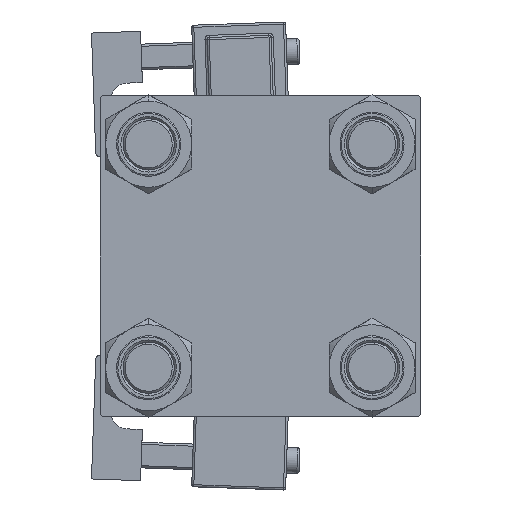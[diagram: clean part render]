
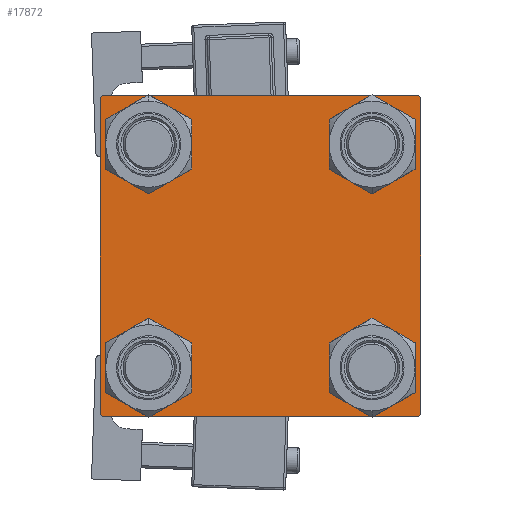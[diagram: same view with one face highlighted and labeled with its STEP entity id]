
A CAD part, left-side view. The second image highlights one B-rep face of the part: STEP entity #17872.
In plain terms, the highlighted planar face has unit normal (-1, 0, 0).
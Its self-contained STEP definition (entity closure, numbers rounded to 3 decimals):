
#282 = DIRECTION ( 'NONE',  ( 0., 0., -1. ) ) ;
#553 = ORIENTED_EDGE ( 'NONE', *, *, #17008, .T. ) ;
#857 = DIRECTION ( 'NONE',  ( 1., 0., 0. ) ) ;
#1788 = VECTOR ( 'NONE', #32424, 1000. ) ;
#2131 = EDGE_LOOP ( 'NONE', ( #39430, #38209, #52168, #30535, #10848, #44668, #49065, #44333 ) ) ;
#2487 = EDGE_LOOP ( 'NONE', ( #553, #53096 ) ) ;
#3057 = DIRECTION ( 'NONE',  ( 0., 0.707, 0.707 ) ) ;
#3156 = CARTESIAN_POINT ( 'NONE',  ( 0., -26.15, 19.65 ) ) ;
#3199 = FACE_BOUND ( 'NONE', #30575, .T. ) ;
#3465 = CARTESIAN_POINT ( 'NONE',  ( 0., 0., 0. ) ) ;
#3772 = VECTOR ( 'NONE', #282, 1000. ) ;
#3790 = CIRCLE ( 'NONE', #53696, 6.5 ) ;
#3940 = EDGE_CURVE ( 'NONE', #29989, #33745, #4747, .T. ) ;
#4615 = VECTOR ( 'NONE', #52394, 1000. ) ;
#4747 = CIRCLE ( 'NONE', #36239, 6.5 ) ;
#4887 = AXIS2_PLACEMENT_3D ( 'NONE', #15818, #24057, #32514 ) ;
#4899 = DIRECTION ( 'NONE',  ( 0., 0., 1. ) ) ;
#5523 = VERTEX_POINT ( 'NONE', #28788 ) ;
#5761 = DIRECTION ( 'NONE',  ( 0., 0., 1. ) ) ;
#6328 = LINE ( 'NONE', #10183, #4615 ) ;
#6524 = CARTESIAN_POINT ( 'NONE',  ( 0., 26.15, -32.65 ) ) ;
#6935 = DIRECTION ( 'NONE',  ( 1., 0., 0. ) ) ;
#7448 = LINE ( 'NONE', #32121, #48546 ) ;
#7484 = LINE ( 'NONE', #49439, #1788 ) ;
#7853 = VERTEX_POINT ( 'NONE', #38052 ) ;
#8012 = EDGE_CURVE ( 'NONE', #32190, #41713, #41541, .T. ) ;
#8768 = LINE ( 'NONE', #25499, #3772 ) ;
#9377 = EDGE_CURVE ( 'NONE', #32543, #45014, #16076, .T. ) ;
#10163 = VERTEX_POINT ( 'NONE', #49521 ) ;
#10183 = CARTESIAN_POINT ( 'NONE',  ( 0., 37.5, 37.5 ) ) ;
#10362 = EDGE_LOOP ( 'NONE', ( #41229, #42237 ) ) ;
#10444 = ORIENTED_EDGE ( 'NONE', *, *, #53010, .T. ) ;
#10580 = DIRECTION ( 'NONE',  ( 1., 0., 0. ) ) ;
#10848 = ORIENTED_EDGE ( 'NONE', *, *, #12215, .F. ) ;
#10987 = VERTEX_POINT ( 'NONE', #38163 ) ;
#11004 = AXIS2_PLACEMENT_3D ( 'NONE', #3465, #53379, #32255 ) ;
#12215 = EDGE_CURVE ( 'NONE', #10987, #41713, #8768, .T. ) ;
#12337 = CIRCLE ( 'NONE', #19332, 6.5 ) ;
#12480 = CARTESIAN_POINT ( 'NONE',  ( 0., 26.15, -19.65 ) ) ;
#12937 = DIRECTION ( 'NONE',  ( 1., 0., 0. ) ) ;
#13998 = CARTESIAN_POINT ( 'NONE',  ( 0., -26.15, -26.15 ) ) ;
#14199 = DIRECTION ( 'NONE',  ( 1., 0., 0. ) ) ;
#14237 = VECTOR ( 'NONE', #24561, 1000. ) ;
#14243 = VECTOR ( 'NONE', #15711, 1000. ) ;
#15045 = ORIENTED_EDGE ( 'NONE', *, *, #9377, .T. ) ;
#15410 = LINE ( 'NONE', #48302, #48560 ) ;
#15685 = EDGE_CURVE ( 'NONE', #25778, #47907, #7448, .T. ) ;
#15711 = DIRECTION ( 'NONE',  ( 0., -1., 0. ) ) ;
#15818 = CARTESIAN_POINT ( 'NONE',  ( 0., -26.15, -26.15 ) ) ;
#15930 = LINE ( 'NONE', #32638, #38863 ) ;
#16076 = CIRCLE ( 'NONE', #53723, 6.5 ) ;
#17008 = EDGE_CURVE ( 'NONE', #33745, #29989, #43369, .T. ) ;
#17321 = CARTESIAN_POINT ( 'NONE',  ( 0., 26.15, -26.15 ) ) ;
#17872 = ADVANCED_FACE ( 'NONE', ( #3199, #41024, #43592, #40485, #18389 ), #20204, .T. ) ;
#18389 = FACE_OUTER_BOUND ( 'NONE', #2131, .T. ) ;
#18542 = DIRECTION ( 'NONE',  ( 0., 0., 1. ) ) ;
#19332 = AXIS2_PLACEMENT_3D ( 'NONE', #47603, #10580, #18542 ) ;
#19866 = CARTESIAN_POINT ( 'NONE',  ( 0., 26.15, -26.15 ) ) ;
#20204 = PLANE ( 'NONE',  #11004 ) ;
#21260 = CARTESIAN_POINT ( 'NONE',  ( 0., 37., -37.5 ) ) ;
#21421 = DIRECTION ( 'NONE',  ( 1., 0., 0. ) ) ;
#22704 = CARTESIAN_POINT ( 'NONE',  ( 0., 26.15, 26.15 ) ) ;
#23844 = CARTESIAN_POINT ( 'NONE',  ( 0., 26.15, 19.65 ) ) ;
#23992 = DIRECTION ( 'NONE',  ( 1., 0., 0. ) ) ;
#24057 = DIRECTION ( 'NONE',  ( 1., 0., 0. ) ) ;
#24561 = DIRECTION ( 'NONE',  ( 0., -0.707, 0.707 ) ) ;
#25262 = CIRCLE ( 'NONE', #45387, 6.5 ) ;
#25499 = CARTESIAN_POINT ( 'NONE',  ( 0., -37.5, 37.5 ) ) ;
#25778 = VERTEX_POINT ( 'NONE', #32395 ) ;
#26961 = CARTESIAN_POINT ( 'NONE',  ( 0., 37.5, -37.5 ) ) ;
#27792 = EDGE_CURVE ( 'NONE', #47905, #49634, #25262, .T. ) ;
#28766 = CIRCLE ( 'NONE', #48019, 6.5 ) ;
#28788 = CARTESIAN_POINT ( 'NONE',  ( 0., -37., 37.5 ) ) ;
#29080 = CARTESIAN_POINT ( 'NONE',  ( 0., -26.15, 26.15 ) ) ;
#29989 = VERTEX_POINT ( 'NONE', #6524 ) ;
#30535 = ORIENTED_EDGE ( 'NONE', *, *, #8012, .T. ) ;
#30575 = EDGE_LOOP ( 'NONE', ( #15045, #53044 ) ) ;
#31237 = CARTESIAN_POINT ( 'NONE',  ( 0., -26.15, -32.65 ) ) ;
#32121 = CARTESIAN_POINT ( 'NONE',  ( 0., 37.25, -37.25 ) ) ;
#32190 = VERTEX_POINT ( 'NONE', #43170 ) ;
#32255 = DIRECTION ( 'NONE',  ( 0., 0., 1. ) ) ;
#32395 = CARTESIAN_POINT ( 'NONE',  ( 0., 37.5, -37. ) ) ;
#32424 = DIRECTION ( 'NONE',  ( 0., 0., -1. ) ) ;
#32485 = CARTESIAN_POINT ( 'NONE',  ( 0., 37.5, 37. ) ) ;
#32514 = DIRECTION ( 'NONE',  ( 0., 0., 1. ) ) ;
#32543 = VERTEX_POINT ( 'NONE', #50214 ) ;
#32638 = CARTESIAN_POINT ( 'NONE',  ( 0., 37.25, 37.25 ) ) ;
#32884 = AXIS2_PLACEMENT_3D ( 'NONE', #19866, #23992, #44796 ) ;
#32945 = EDGE_CURVE ( 'NONE', #10163, #51107, #28766, .T. ) ;
#33745 = VERTEX_POINT ( 'NONE', #12480 ) ;
#36239 = AXIS2_PLACEMENT_3D ( 'NONE', #17321, #12937, #46095 ) ;
#37090 = DIRECTION ( 'NONE',  ( 0., 0., 1. ) ) ;
#37705 = CARTESIAN_POINT ( 'NONE',  ( 0., -26.15, -19.65 ) ) ;
#37955 = EDGE_CURVE ( 'NONE', #47851, #25778, #7484, .T. ) ;
#38052 = CARTESIAN_POINT ( 'NONE',  ( 0., 37., 37.5 ) ) ;
#38163 = CARTESIAN_POINT ( 'NONE',  ( 0., -37.5, 37. ) ) ;
#38209 = ORIENTED_EDGE ( 'NONE', *, *, #15685, .T. ) ;
#38863 = VECTOR ( 'NONE', #49375, 1000. ) ;
#39034 = EDGE_CURVE ( 'NONE', #45014, #32543, #12337, .T. ) ;
#39430 = ORIENTED_EDGE ( 'NONE', *, *, #37955, .T. ) ;
#40485 = FACE_BOUND ( 'NONE', #10362, .T. ) ;
#41024 = FACE_BOUND ( 'NONE', #46849, .T. ) ;
#41229 = ORIENTED_EDGE ( 'NONE', *, *, #32945, .T. ) ;
#41541 = LINE ( 'NONE', #44832, #14237 ) ;
#41713 = VERTEX_POINT ( 'NONE', #48427 ) ;
#41739 = ORIENTED_EDGE ( 'NONE', *, *, #27792, .T. ) ;
#42237 = ORIENTED_EDGE ( 'NONE', *, *, #48163, .T. ) ;
#43170 = CARTESIAN_POINT ( 'NONE',  ( 0., -37., -37.5 ) ) ;
#43369 = CIRCLE ( 'NONE', #32884, 6.5 ) ;
#43592 = FACE_BOUND ( 'NONE', #2487, .T. ) ;
#44333 = ORIENTED_EDGE ( 'NONE', *, *, #49361, .T. ) ;
#44668 = ORIENTED_EDGE ( 'NONE', *, *, #50826, .T. ) ;
#44796 = DIRECTION ( 'NONE',  ( 0., 0., 1. ) ) ;
#44832 = CARTESIAN_POINT ( 'NONE',  ( 0., -37.25, -37.25 ) ) ;
#45014 = VERTEX_POINT ( 'NONE', #3156 ) ;
#45360 = EDGE_CURVE ( 'NONE', #47907, #32190, #52188, .T. ) ;
#45387 = AXIS2_PLACEMENT_3D ( 'NONE', #13998, #857, #5761 ) ;
#45537 = DIRECTION ( 'NONE',  ( 0., -0.707, -0.707 ) ) ;
#45542 = EDGE_CURVE ( 'NONE', #7853, #5523, #6328, .T. ) ;
#45799 = DIRECTION ( 'NONE',  ( 0., 0., 1. ) ) ;
#46020 = CIRCLE ( 'NONE', #4887, 6.5 ) ;
#46095 = DIRECTION ( 'NONE',  ( 0., 0., 1. ) ) ;
#46849 = EDGE_LOOP ( 'NONE', ( #41739, #10444 ) ) ;
#47603 = CARTESIAN_POINT ( 'NONE',  ( 0., -26.15, 26.15 ) ) ;
#47851 = VERTEX_POINT ( 'NONE', #32485 ) ;
#47905 = VERTEX_POINT ( 'NONE', #37705 ) ;
#47907 = VERTEX_POINT ( 'NONE', #21260 ) ;
#48019 = AXIS2_PLACEMENT_3D ( 'NONE', #22704, #14199, #4899 ) ;
#48163 = EDGE_CURVE ( 'NONE', #51107, #10163, #3790, .T. ) ;
#48302 = CARTESIAN_POINT ( 'NONE',  ( 0., -37.25, 37.25 ) ) ;
#48427 = CARTESIAN_POINT ( 'NONE',  ( 0., -37.5, -37. ) ) ;
#48546 = VECTOR ( 'NONE', #45537, 1000. ) ;
#48560 = VECTOR ( 'NONE', #3057, 1000. ) ;
#48892 = CARTESIAN_POINT ( 'NONE',  ( 0., 26.15, 26.15 ) ) ;
#49065 = ORIENTED_EDGE ( 'NONE', *, *, #45542, .F. ) ;
#49361 = EDGE_CURVE ( 'NONE', #7853, #47851, #15930, .T. ) ;
#49375 = DIRECTION ( 'NONE',  ( 0., 0.707, -0.707 ) ) ;
#49439 = CARTESIAN_POINT ( 'NONE',  ( 0., 37.5, 37.5 ) ) ;
#49521 = CARTESIAN_POINT ( 'NONE',  ( 0., 26.15, 32.65 ) ) ;
#49634 = VERTEX_POINT ( 'NONE', #31237 ) ;
#50214 = CARTESIAN_POINT ( 'NONE',  ( 0., -26.15, 32.65 ) ) ;
#50826 = EDGE_CURVE ( 'NONE', #10987, #5523, #15410, .T. ) ;
#51107 = VERTEX_POINT ( 'NONE', #23844 ) ;
#52168 = ORIENTED_EDGE ( 'NONE', *, *, #45360, .T. ) ;
#52188 = LINE ( 'NONE', #26961, #14243 ) ;
#52394 = DIRECTION ( 'NONE',  ( 0., -1., 0. ) ) ;
#53010 = EDGE_CURVE ( 'NONE', #49634, #47905, #46020, .T. ) ;
#53044 = ORIENTED_EDGE ( 'NONE', *, *, #39034, .T. ) ;
#53096 = ORIENTED_EDGE ( 'NONE', *, *, #3940, .T. ) ;
#53379 = DIRECTION ( 'NONE',  ( -1., 0., 0. ) ) ;
#53696 = AXIS2_PLACEMENT_3D ( 'NONE', #48892, #6935, #37090 ) ;
#53723 = AXIS2_PLACEMENT_3D ( 'NONE', #29080, #21421, #45799 ) ;
